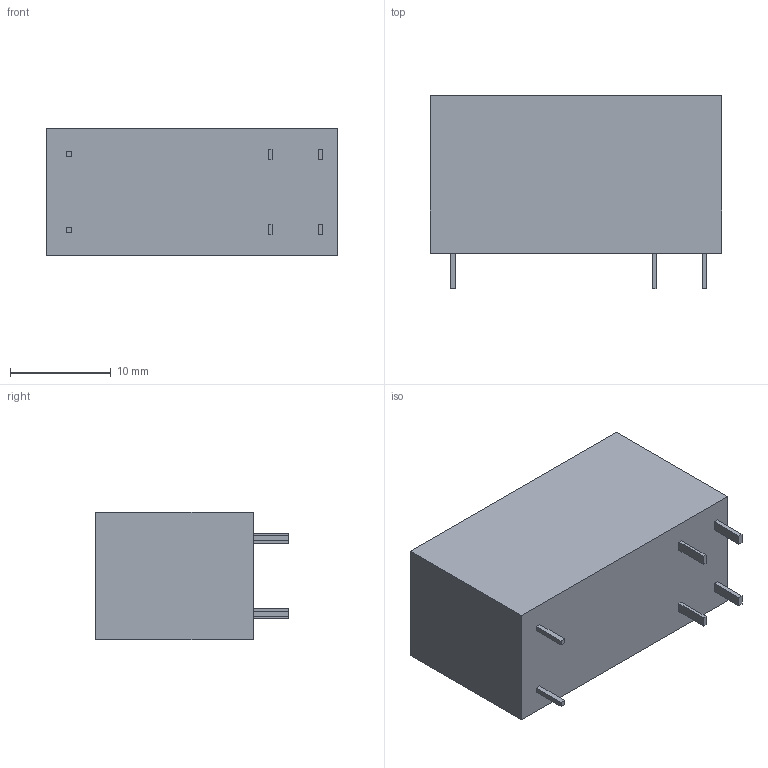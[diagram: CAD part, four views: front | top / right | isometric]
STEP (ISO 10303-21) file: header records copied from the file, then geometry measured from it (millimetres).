
FILE_DESCRIPTION(('STEP AP203'),'1');
FILE_NAME('g5rl-1a-e-hr_5dc.stp','2014-06-10T11:12:14',('TraceParts'),('TraceParts S.A.'),'XStep 1.0',' ',' ');
FILE_SCHEMA(('CONFIG_CONTROL_DESIGN'));
Length unit declared in the file: millimetre
Products named in the file (1): 1
Bounding box: 29 x 19.2 x 12.7 mm (x, y, z)
Volume: 5789.4 mm3; surface area: 2098.6 mm2
Topology: 1 solids, 1 shells, 36 faces, 84 edges, 56 vertices
Faces by surface type: plane 36
Entity records: 1052 total; most frequent: CARTESIAN_POINT 177, ORIENTED_EDGE 168, DIRECTION 158, EDGE_CURVE 84, LINE 84, VECTOR 84, VERTEX_POINT 56, EDGE_LOOP 42
